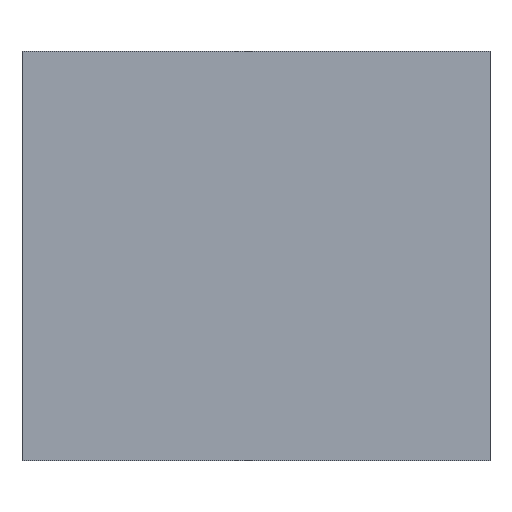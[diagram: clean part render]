
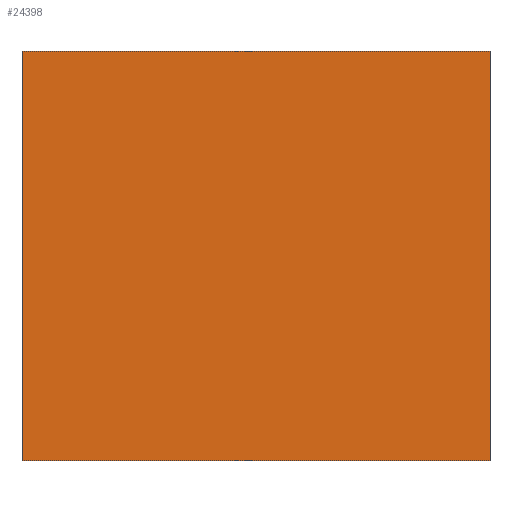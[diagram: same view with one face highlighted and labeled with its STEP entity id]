
A CAD part, top view. The second image highlights one B-rep face of the part: STEP entity #24398.
In plain terms, the highlighted face is planar.
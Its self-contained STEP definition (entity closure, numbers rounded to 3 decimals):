
#19079=DIRECTION('',(1.,0.,0.));
#19080=VECTOR('',#19079,4.);
#19081=CARTESIAN_POINT('',(-2.,0.975,1.75));
#19082=LINE('',#19081,#19080);
#19086=DIRECTION('',(0.,0.,1.));
#19087=VECTOR('',#19086,3.5);
#19088=CARTESIAN_POINT('',(-2.,0.975,-1.75));
#19089=LINE('',#19088,#19087);
#19093=DIRECTION('',(-1.,0.,0.));
#19094=VECTOR('',#19093,4.);
#19095=CARTESIAN_POINT('',(2.,0.975,-1.75));
#19096=LINE('',#19095,#19094);
#19100=DIRECTION('',(0.,0.,-1.));
#19101=VECTOR('',#19100,3.5);
#19102=CARTESIAN_POINT('',(2.,0.975,1.75));
#19103=LINE('',#19102,#19101);
#21179=CARTESIAN_POINT('',(-2.,0.975,1.75));
#21180=CARTESIAN_POINT('',(2.,0.975,1.75));
#21181=VERTEX_POINT('',#21179);
#21182=VERTEX_POINT('',#21180);
#21183=CARTESIAN_POINT('',(2.,0.975,-1.75));
#21184=VERTEX_POINT('',#21183);
#21185=CARTESIAN_POINT('',(-2.,0.975,-1.75));
#21186=VERTEX_POINT('',#21185);
#24385=CARTESIAN_POINT('',(0.,0.975,0.));
#24386=DIRECTION('',(0.,1.,0.));
#24387=DIRECTION('',(1.,0.,0.));
#24388=AXIS2_PLACEMENT_3D('',#24385,#24386,#24387);
#24389=PLANE('',#24388);
#24391=ORIENTED_EDGE('',*,*,#24390,.F.);
#24392=ORIENTED_EDGE('',*,*,#24316,.F.);
#24393=ORIENTED_EDGE('',*,*,#23236,.F.);
#24395=ORIENTED_EDGE('',*,*,#24394,.F.);
#24396=EDGE_LOOP('',(#24391,#24392,#24393,#24395));
#24397=FACE_OUTER_BOUND('',#24396,.F.);
#23236=EDGE_CURVE('',#21184,#21186,#19096,.T.);
#24316=EDGE_CURVE('',#21186,#21181,#19089,.T.);
#24390=EDGE_CURVE('',#21181,#21182,#19082,.T.);
#24394=EDGE_CURVE('',#21182,#21184,#19103,.T.);
#24398=ADVANCED_FACE('',(#24397),#24389,.T.);
